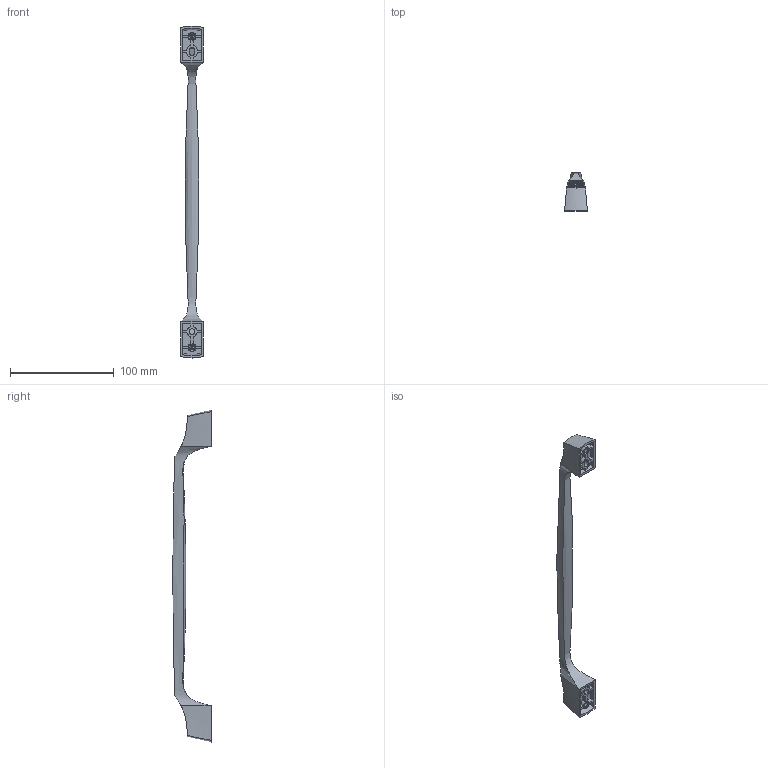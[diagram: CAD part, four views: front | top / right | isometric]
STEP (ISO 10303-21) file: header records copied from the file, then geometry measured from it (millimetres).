
FILE_DESCRIPTION (( 'STEP AP203' ), '1' );
FILE_NAME ('A-41-G-30_.STEP', '2007-04-03T00:26:16', ( ' ' ), ( ' ' ), 'SwSTEP 2.0', 'SolidWorks 2006004', '' );
FILE_SCHEMA (( 'CONFIG_CONTROL_DESIGN' ));
Length unit declared in the file: millimetre
Products named in the file (3): A-41-G樹脂キャップ_公_ﾃﾞﾌｫﾙﾄ; A-41-G-30杮懱_岞_棉太倌; A-41-G-30_
Assembly tree (3 placements, depth 2):
  A-41-G-30_
    A-41-G-30杮懱_岞_棉太倌
    A-41-G樹脂キャップ_公_ﾃﾞﾌｫﾙﾄ  x2
Bounding box: 22 x 37 x 320 mm (x, y, z)
Volume: 47453.9 mm3; surface area: 24338.1 mm2
Topology: 3 solids, 3 shells, 292 faces, 808 edges, 534 vertices
Faces by surface type: plane 176, cylinder 78, bspline 24, cone 14
Entity records: 15411 total; most frequent: CARTESIAN_POINT 9934, ORIENTED_EDGE 1142, DIRECTION 963, EDGE_CURVE 571, VERTEX_POINT 377, LINE 365, VECTOR 365, AXIS2_PLACEMENT_3D 299
